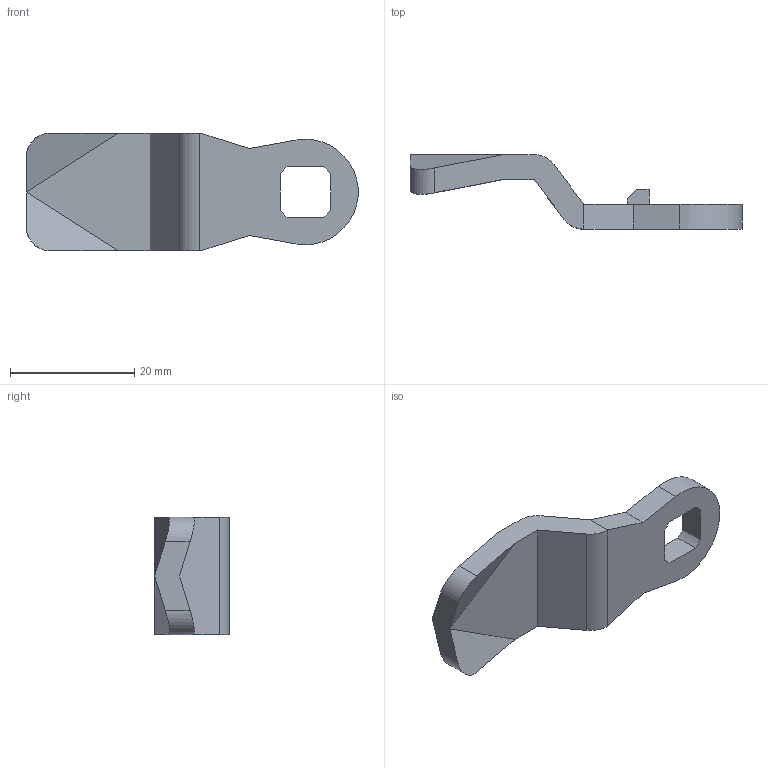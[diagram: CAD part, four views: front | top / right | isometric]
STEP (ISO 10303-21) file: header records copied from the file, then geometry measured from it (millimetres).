
FILE_DESCRIPTION( ( 'STEP AP214' ), '1' );
FILE_NAME( 'K1340.45100.stp', '2020-12-10T11:42:43', ( '' ), ( '' ), ' ', 'PARTsolutions', ' ' );
FILE_SCHEMA( ( 'AUTOMOTIVE_DESIGN { 1 0 10303 214 1 1 1 1 }' ) );
Length unit declared in the file: millimetre
Products named in the file (1): _K1340.45100
Bounding box: 53.47 x 12 x 19 mm (x, y, z)
Volume: 3714.8 mm3; surface area: 2573.1 mm2
Topology: 1 solids, 1 shells, 36 faces, 93 edges, 60 vertices
Faces by surface type: plane 27, cylinder 9
Entity records: 1395 total; most frequent: CARTESIAN_POINT 190, ORIENTED_EDGE 186, DIRECTION 185, EDGE_CURVE 93, LINE 75, VECTOR 75, VERTEX_POINT 60, AXIS2_PLACEMENT_3D 55
